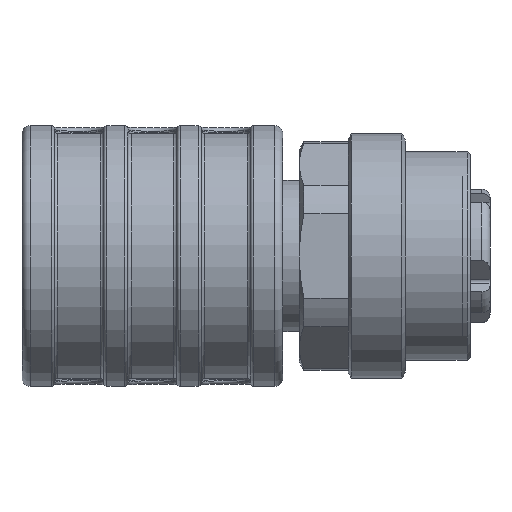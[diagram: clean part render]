
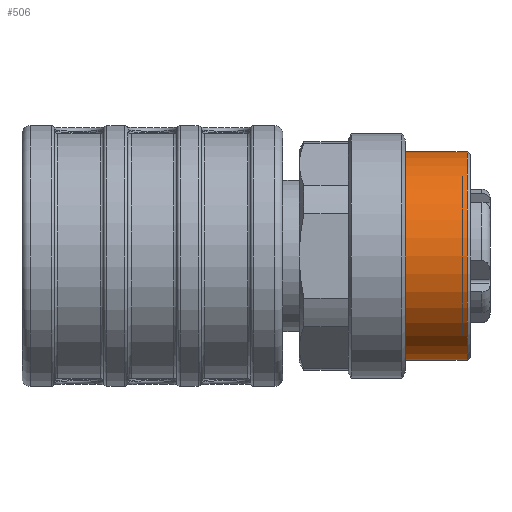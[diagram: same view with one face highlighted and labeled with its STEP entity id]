
A CAD part, front view. The second image highlights one B-rep face of the part: STEP entity #506.
In plain terms, the highlighted cylindrical face has radius 6.4 mm (diameter 12.8 mm), a full revolution.
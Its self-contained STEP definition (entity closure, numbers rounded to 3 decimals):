
#110=CYLINDRICAL_SURFACE('',#4783,6.4);
#409=FACE_BOUND('',#1160,.T.);
#410=FACE_BOUND('',#1161,.T.);
#506=ADVANCED_FACE('',(#409,#410),#110,.T.);
#1160=EDGE_LOOP('',(#1826));
#1161=EDGE_LOOP('',(#1827));
#1485=CIRCLE('',#4766,6.4);
#1490=CIRCLE('',#4782,6.4);
#1826=ORIENTED_EDGE('',*,*,#3536,.T.);
#1827=ORIENTED_EDGE('',*,*,#3571,.T.);
#3087=VERTEX_POINT('',#6786);
#3116=VERTEX_POINT('',#6897);
#3536=EDGE_CURVE('',#3087,#3087,#1485,.T.);
#3571=EDGE_CURVE('',#3116,#3116,#1490,.T.);
#4766=AXIS2_PLACEMENT_3D('',#6785,#5333,#5334);
#4782=AXIS2_PLACEMENT_3D('',#6896,#5383,#5384);
#4783=AXIS2_PLACEMENT_3D('',#6898,#5385,#5386);
#5333=DIRECTION('',(-1.,0.,0.));
#5334=DIRECTION('',(0.,0.866,-0.5));
#5383=DIRECTION('',(1.,0.,0.));
#5384=DIRECTION('',(0.,-0.5,-0.866));
#5385=DIRECTION('',(1.,0.,0.));
#5386=DIRECTION('',(0.,0.5,0.866));
#6785=CARTESIAN_POINT('',(62.896,-48.704,14.404));
#6786=CARTESIAN_POINT('',(62.896,-43.161,11.204));
#6896=CARTESIAN_POINT('',(59.096,-48.704,14.404));
#6897=CARTESIAN_POINT('',(59.096,-51.904,8.862));
#6898=CARTESIAN_POINT('',(63.096,-48.704,14.404));
